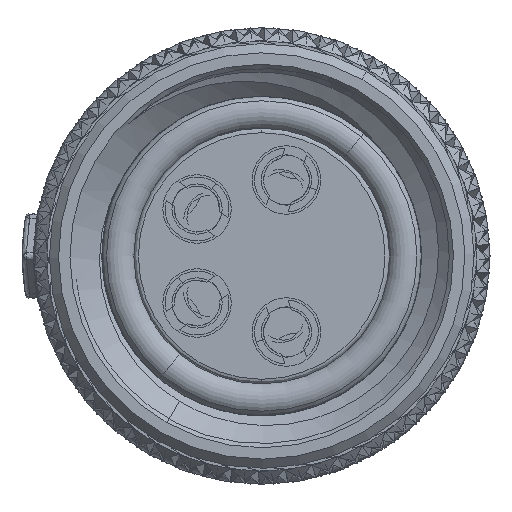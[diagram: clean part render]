
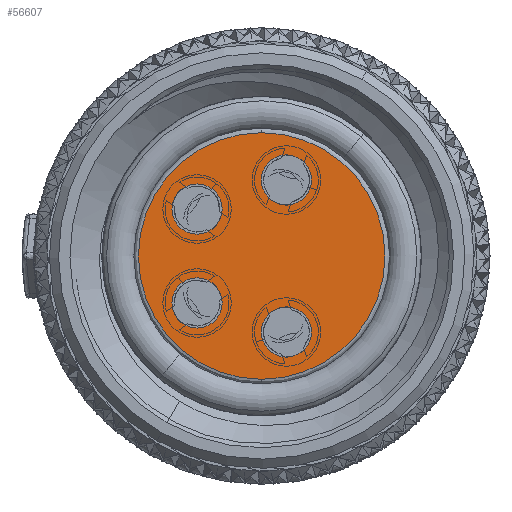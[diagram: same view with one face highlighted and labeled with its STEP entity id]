
A CAD part, left-side view. The second image highlights one B-rep face of the part: STEP entity #56607.
In plain terms, the highlighted planar face has unit normal (-1, 0, 0).
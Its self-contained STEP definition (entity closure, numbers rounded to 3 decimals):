
#735 = ORIENTED_EDGE ( 'NONE', *, *, #190274, .F. ) ;
#1170 = DIRECTION ( 'NONE',  ( 0., 0., 1. ) ) ;
#5247 = EDGE_CURVE ( 'NONE', #78028, #55342, #122238, .T. ) ;
#11530 = CARTESIAN_POINT ( 'NONE',  ( -6., -0.541, -2.214 ) ) ;
#13680 = CIRCLE ( 'NONE', #48471, 0.55 ) ;
#16132 = CARTESIAN_POINT ( 'NONE',  ( -6., -0.541, 1.664 ) ) ;
#18671 = ORIENTED_EDGE ( 'NONE', *, *, #120511, .T. ) ;
#22656 = DIRECTION ( 'NONE',  ( 1., 0., 0. ) ) ;
#24220 = DIRECTION ( 'NONE',  ( -1., 0., 0. ) ) ;
#30948 = DIRECTION ( 'NONE',  ( -1., 0., 0. ) ) ;
#31957 = VERTEX_POINT ( 'NONE', #61216 ) ;
#32080 = VERTEX_POINT ( 'NONE', #75085 ) ;
#32362 = CARTESIAN_POINT ( 'NONE',  ( -6., -0.541, -1.114 ) ) ;
#33735 = DIRECTION ( 'NONE',  ( -1., 0., 0. ) ) ;
#36506 = DIRECTION ( 'NONE',  ( 0., 0., -1. ) ) ;
#39319 = AXIS2_PLACEMENT_3D ( 'NONE', #16132, #136681, #57663 ) ;
#39388 = FACE_OUTER_BOUND ( 'NONE', #143132, .T. ) ;
#46826 = DIRECTION ( 'NONE',  ( -1., 0., 0. ) ) ;
#48471 = AXIS2_PLACEMENT_3D ( 'NONE', #64573, #46826, #107140 ) ;
#53192 = VERTEX_POINT ( 'NONE', #53718 ) ;
#53718 = CARTESIAN_POINT ( 'NONE',  ( -6., -0.541, 2.214 ) ) ;
#55312 = ORIENTED_EDGE ( 'NONE', *, *, #5247, .F. ) ;
#55342 = VERTEX_POINT ( 'NONE', #32362 ) ;
#56488 = VERTEX_POINT ( 'NONE', #82901 ) ;
#56607 = ADVANCED_FACE ( 'NONE', ( #39388, #125512, #68065, #112587, #80980 ), #188677, .F. ) ;
#57285 = VERTEX_POINT ( 'NONE', #140793 ) ;
#57663 = DIRECTION ( 'NONE',  ( 0., 0., 1. ) ) ;
#58448 = DIRECTION ( 'NONE',  ( -1., 0., 0. ) ) ;
#61158 = AXIS2_PLACEMENT_3D ( 'NONE', #177688, #72909, #70957 ) ;
#61216 = CARTESIAN_POINT ( 'NONE',  ( -6., 0., -2.7 ) ) ;
#64573 = CARTESIAN_POINT ( 'NONE',  ( -6., 1.416, 1.029 ) ) ;
#66769 = EDGE_CURVE ( 'NONE', #96848, #124809, #110782, .T. ) ;
#67155 = EDGE_CURVE ( 'NONE', #124809, #96848, #136055, .T. ) ;
#68065 = FACE_BOUND ( 'NONE', #70366, .T. ) ;
#70366 = EDGE_LOOP ( 'NONE', ( #143379, #72388 ) ) ;
#70957 = DIRECTION ( 'NONE',  ( 0., 0., -1. ) ) ;
#72388 = ORIENTED_EDGE ( 'NONE', *, *, #168966, .F. ) ;
#72909 = DIRECTION ( 'NONE',  ( -1., 0., 0. ) ) ;
#74371 = DIRECTION ( 'NONE',  ( -1., 0., 0. ) ) ;
#75085 = CARTESIAN_POINT ( 'NONE',  ( -6., 1.416, 0.479 ) ) ;
#78028 = VERTEX_POINT ( 'NONE', #11530 ) ;
#80811 = EDGE_CURVE ( 'NONE', #53192, #169109, #108783, .T. ) ;
#80980 = FACE_BOUND ( 'NONE', #158835, .T. ) ;
#82739 = EDGE_LOOP ( 'NONE', ( #735, #55312 ) ) ;
#82901 = CARTESIAN_POINT ( 'NONE',  ( -6., 1.416, 1.579 ) ) ;
#82989 = EDGE_LOOP ( 'NONE', ( #112244, #86933 ) ) ;
#85302 = DIRECTION ( 'NONE',  ( 0., 0., 1. ) ) ;
#86933 = ORIENTED_EDGE ( 'NONE', *, *, #115909, .F. ) ;
#87134 = AXIS2_PLACEMENT_3D ( 'NONE', #160594, #24220, #100330 ) ;
#89966 = AXIS2_PLACEMENT_3D ( 'NONE', #188207, #113125, #95401 ) ;
#90109 = ORIENTED_EDGE ( 'NONE', *, *, #67155, .F. ) ;
#90251 = CARTESIAN_POINT ( 'NONE',  ( -6., 0., 0. ) ) ;
#90331 = DIRECTION ( 'NONE',  ( 0., 0., 1. ) ) ;
#95401 = DIRECTION ( 'NONE',  ( 0., 0., 1. ) ) ;
#96848 = VERTEX_POINT ( 'NONE', #182714 ) ;
#100330 = DIRECTION ( 'NONE',  ( 0., 0., 1. ) ) ;
#100372 = ORIENTED_EDGE ( 'NONE', *, *, #117943, .T. ) ;
#106130 = DIRECTION ( 'NONE',  ( -1., 0., 0. ) ) ;
#107140 = DIRECTION ( 'NONE',  ( 0., 0., 1. ) ) ;
#107499 = AXIS2_PLACEMENT_3D ( 'NONE', #90251, #30948, #182101 ) ;
#108783 = CIRCLE ( 'NONE', #39319, 0.55 ) ;
#110782 = CIRCLE ( 'NONE', #117126, 0.55 ) ;
#112244 = ORIENTED_EDGE ( 'NONE', *, *, #144182, .F. ) ;
#112587 = FACE_BOUND ( 'NONE', #82989, .T. ) ;
#113125 = DIRECTION ( 'NONE',  ( -1., 0., 0. ) ) ;
#115909 = EDGE_CURVE ( 'NONE', #32080, #56488, #13680, .T. ) ;
#116927 = CARTESIAN_POINT ( 'NONE',  ( -6., -0.541, -1.664 ) ) ;
#117126 = AXIS2_PLACEMENT_3D ( 'NONE', #137685, #106130, #90331 ) ;
#117943 = EDGE_CURVE ( 'NONE', #31957, #57285, #146358, .T. ) ;
#120493 = AXIS2_PLACEMENT_3D ( 'NONE', #136560, #33735, #1170 ) ;
#120511 = EDGE_CURVE ( 'NONE', #57285, #31957, #176878, .T. ) ;
#121877 = CIRCLE ( 'NONE', #87134, 0.55 ) ;
#122238 = CIRCLE ( 'NONE', #163276, 0.55 ) ;
#124809 = VERTEX_POINT ( 'NONE', #138580 ) ;
#125512 = FACE_BOUND ( 'NONE', #82739, .T. ) ;
#136055 = CIRCLE ( 'NONE', #148727, 0.55 ) ;
#136560 = CARTESIAN_POINT ( 'NONE',  ( -6., -0.541, -1.664 ) ) ;
#136681 = DIRECTION ( 'NONE',  ( -1., 0., 0. ) ) ;
#137685 = CARTESIAN_POINT ( 'NONE',  ( -6., 1.416, -1.029 ) ) ;
#138580 = CARTESIAN_POINT ( 'NONE',  ( -6., 1.416, -0.479 ) ) ;
#140793 = CARTESIAN_POINT ( 'NONE',  ( -6., 0., 2.7 ) ) ;
#143132 = EDGE_LOOP ( 'NONE', ( #100372, #18671 ) ) ;
#143379 = ORIENTED_EDGE ( 'NONE', *, *, #80811, .F. ) ;
#144182 = EDGE_CURVE ( 'NONE', #56488, #32080, #121877, .T. ) ;
#146358 = CIRCLE ( 'NONE', #61158, 2.7 ) ;
#148358 = CARTESIAN_POINT ( 'NONE',  ( -6., -0.541, 1.114 ) ) ;
#148727 = AXIS2_PLACEMENT_3D ( 'NONE', #193865, #58448, #179016 ) ;
#158247 = CIRCLE ( 'NONE', #120493, 0.55 ) ;
#158835 = EDGE_LOOP ( 'NONE', ( #90109, #160945 ) ) ;
#160001 = CARTESIAN_POINT ( 'NONE',  ( -6., 0., 0. ) ) ;
#160594 = CARTESIAN_POINT ( 'NONE',  ( -6., 1.416, 1.029 ) ) ;
#160945 = ORIENTED_EDGE ( 'NONE', *, *, #66769, .F. ) ;
#163276 = AXIS2_PLACEMENT_3D ( 'NONE', #116927, #74371, #85302 ) ;
#168966 = EDGE_CURVE ( 'NONE', #169109, #53192, #175126, .T. ) ;
#169109 = VERTEX_POINT ( 'NONE', #148358 ) ;
#175126 = CIRCLE ( 'NONE', #89966, 0.55 ) ;
#176878 = CIRCLE ( 'NONE', #107499, 2.7 ) ;
#177688 = CARTESIAN_POINT ( 'NONE',  ( -6., 0., 0. ) ) ;
#179016 = DIRECTION ( 'NONE',  ( 0., 0., 1. ) ) ;
#182101 = DIRECTION ( 'NONE',  ( 0., 0., -1. ) ) ;
#182714 = CARTESIAN_POINT ( 'NONE',  ( -6., 1.416, -1.579 ) ) ;
#188207 = CARTESIAN_POINT ( 'NONE',  ( -6., -0.541, 1.664 ) ) ;
#188677 = PLANE ( 'NONE',  #193703 ) ;
#190274 = EDGE_CURVE ( 'NONE', #55342, #78028, #158247, .T. ) ;
#193703 = AXIS2_PLACEMENT_3D ( 'NONE', #160001, #22656, #36506 ) ;
#193865 = CARTESIAN_POINT ( 'NONE',  ( -6., 1.416, -1.029 ) ) ;
